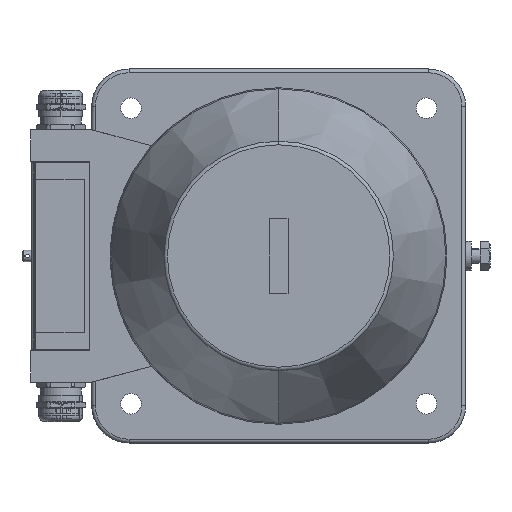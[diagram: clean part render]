
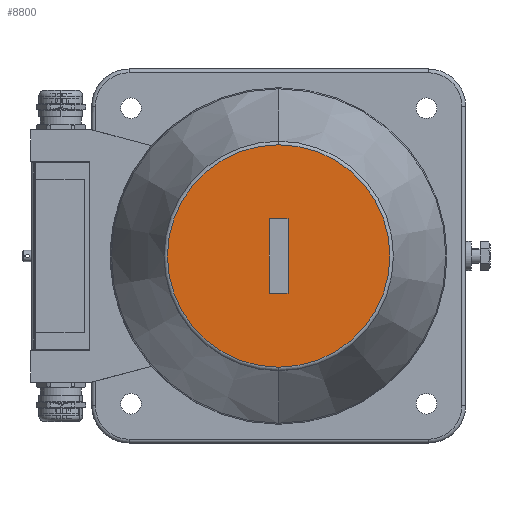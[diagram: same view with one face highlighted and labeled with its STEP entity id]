
A CAD part, left-side view. The second image highlights one B-rep face of the part: STEP entity #8800.
In plain terms, the highlighted planar face has unit normal (-1, 0, 0).
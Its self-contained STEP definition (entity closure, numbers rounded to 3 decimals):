
#1598 = ORIENTED_EDGE ( 'NONE', *, *, #15740, .F. ) ;
#1864 = CARTESIAN_POINT ( 'NONE',  ( -679.826, -3.759, 344.704 ) ) ;
#2115 = DIRECTION ( 'NONE',  ( 0., 1., 0. ) ) ;
#3327 = VERTEX_POINT ( 'NONE', #29926 ) ;
#3368 = FACE_OUTER_BOUND ( 'NONE', #7135, .T. ) ;
#3924 = VECTOR ( 'NONE', #4656, 1000. ) ;
#4656 = DIRECTION ( 'NONE',  ( 0., 0., 1. ) ) ;
#5007 = DIRECTION ( 'NONE',  ( 0., 0., 1. ) ) ;
#5032 = LINE ( 'NONE', #23348, #7819 ) ;
#5275 = ORIENTED_EDGE ( 'NONE', *, *, #5343, .T. ) ;
#5343 = EDGE_CURVE ( 'NONE', #20911, #29137, #11344, .T. ) ;
#6145 = CARTESIAN_POINT ( 'NONE',  ( -679.826, 1.241, 364.704 ) ) ;
#6898 = AXIS2_PLACEMENT_3D ( 'NONE', #19503, #28996, #7735 ) ;
#7011 = LINE ( 'NONE', #16487, #3924 ) ;
#7036 = VECTOR ( 'NONE', #24485, 1000. ) ;
#7135 = EDGE_LOOP ( 'NONE', ( #5275, #18380 ) ) ;
#7422 = PLANE ( 'NONE',  #6898 ) ;
#7451 = CIRCLE ( 'NONE', #15382, 59.482 ) ;
#7735 = DIRECTION ( 'NONE',  ( 0., 0., 1. ) ) ;
#7819 = VECTOR ( 'NONE', #2115, 1000. ) ;
#8800 = ADVANCED_FACE ( 'NONE', ( #3368, #15033 ), #7422, .T. ) ;
#9949 = EDGE_CURVE ( 'NONE', #29137, #20911, #7451, .T. ) ;
#10604 = VERTEX_POINT ( 'NONE', #26839 ) ;
#11344 = CIRCLE ( 'NONE', #28217, 59.482 ) ;
#11445 = VERTEX_POINT ( 'NONE', #1864 ) ;
#11740 = EDGE_CURVE ( 'NONE', #3327, #11445, #17369, .T. ) ;
#11860 = VERTEX_POINT ( 'NONE', #25875 ) ;
#12321 = CARTESIAN_POINT ( 'NONE',  ( -679.826, 1.241, 424.186 ) ) ;
#15033 = FACE_BOUND ( 'NONE', #19824, .T. ) ;
#15045 = CARTESIAN_POINT ( 'NONE',  ( -679.826, 6.241, 344.704 ) ) ;
#15271 = EDGE_CURVE ( 'NONE', #10604, #11860, #5032, .T. ) ;
#15382 = AXIS2_PLACEMENT_3D ( 'NONE', #6145, #25244, #27435 ) ;
#15740 = EDGE_CURVE ( 'NONE', #11860, #3327, #23076, .T. ) ;
#16487 = CARTESIAN_POINT ( 'NONE',  ( -679.826, -3.759, 344.704 ) ) ;
#16951 = EDGE_CURVE ( 'NONE', #11445, #10604, #7011, .T. ) ;
#17369 = LINE ( 'NONE', #15045, #7036 ) ;
#17699 = ORIENTED_EDGE ( 'NONE', *, *, #15271, .F. ) ;
#18380 = ORIENTED_EDGE ( 'NONE', *, *, #9949, .T. ) ;
#18471 = DIRECTION ( 'NONE',  ( 0., 0., -1. ) ) ;
#19503 = CARTESIAN_POINT ( 'NONE',  ( -679.826, 1.241, 364.704 ) ) ;
#19824 = EDGE_LOOP ( 'NONE', ( #1598, #17699, #20498, #22091 ) ) ;
#20498 = ORIENTED_EDGE ( 'NONE', *, *, #16951, .F. ) ;
#20911 = VERTEX_POINT ( 'NONE', #12321 ) ;
#21169 = VECTOR ( 'NONE', #18471, 1000. ) ;
#21427 = DIRECTION ( 'NONE',  ( -1., 0., 0. ) ) ;
#22091 = ORIENTED_EDGE ( 'NONE', *, *, #11740, .F. ) ;
#23076 = LINE ( 'NONE', #28086, #21169 ) ;
#23348 = CARTESIAN_POINT ( 'NONE',  ( -679.826, 6.241, 384.704 ) ) ;
#23636 = CARTESIAN_POINT ( 'NONE',  ( -679.826, 1.241, 364.704 ) ) ;
#24485 = DIRECTION ( 'NONE',  ( 0., -1., 0. ) ) ;
#25244 = DIRECTION ( 'NONE',  ( -1., 0., 0. ) ) ;
#25875 = CARTESIAN_POINT ( 'NONE',  ( -679.826, 6.241, 384.704 ) ) ;
#26761 = CARTESIAN_POINT ( 'NONE',  ( -679.826, 1.241, 305.223 ) ) ;
#26839 = CARTESIAN_POINT ( 'NONE',  ( -679.826, -3.759, 384.704 ) ) ;
#27435 = DIRECTION ( 'NONE',  ( 0., 0., 1. ) ) ;
#28086 = CARTESIAN_POINT ( 'NONE',  ( -679.826, 6.241, 344.704 ) ) ;
#28217 = AXIS2_PLACEMENT_3D ( 'NONE', #23636, #21427, #5007 ) ;
#28996 = DIRECTION ( 'NONE',  ( -1., 0., 0. ) ) ;
#29137 = VERTEX_POINT ( 'NONE', #26761 ) ;
#29926 = CARTESIAN_POINT ( 'NONE',  ( -679.826, 6.241, 344.704 ) ) ;
